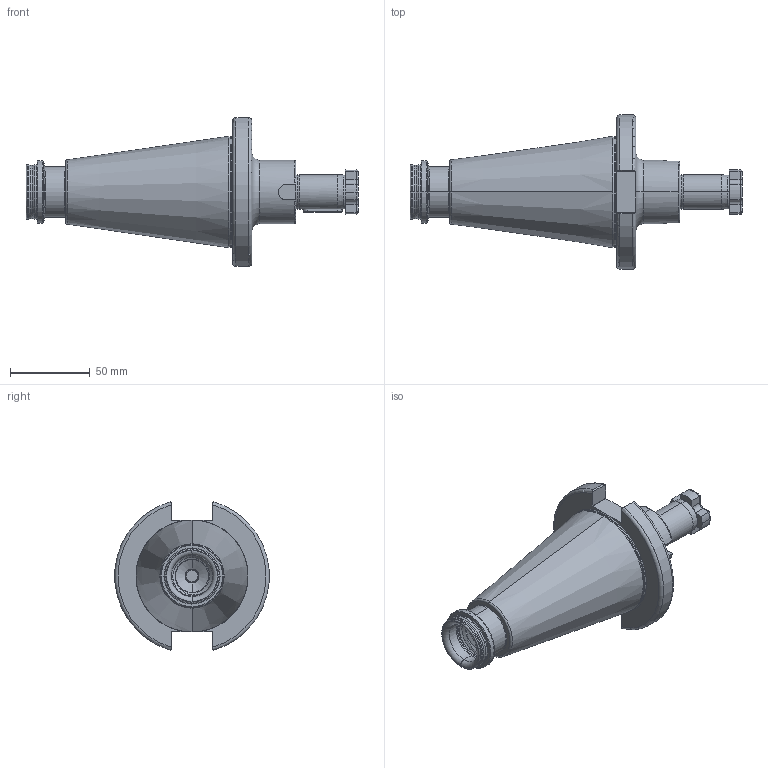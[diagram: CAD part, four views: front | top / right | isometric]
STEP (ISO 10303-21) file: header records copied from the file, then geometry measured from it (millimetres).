
FILE_DESCRIPTION (( 'STEP AP203' ), '1' );
FILE_NAME ('501.10.22.STEP', '2016-11-26T05:24:22', ( '' ), ( '' ), 'SwSTEP 2.0', 'SolidWorks 2012', '' );
FILE_SCHEMA (( 'CONFIG_CONTROL_DESIGN' ));
Length unit declared in the file: millimetre
Products named in the file (4): 501.10.22; 十字螺絲FMB22; SC22用鍵_6x6x25L
Assembly tree (3 placements, depth 2):
  501.10.22
    501.10.22
    十字螺絲FMB22
    SC22用鍵_6x6x25L
Bounding box: 208.8 x 96.94 x 93.38 mm (x, y, z)
Volume: 352445.6 mm3; surface area: 59140.7 mm2
Topology: 3 solids, 3 shells, 302 faces, 770 edges, 478 vertices
Faces by surface type: cylinder 149, torus 54, plane 49, cone 38, bspline 12
Entity records: 16889 total; most frequent: CARTESIAN_POINT 9787, ORIENTED_EDGE 1540, DIRECTION 1322, EDGE_CURVE 770, AXIS2_PLACEMENT_3D 524, VERTEX_POINT 478, EDGE_LOOP 310, FACE_OUTER_BOUND 302
